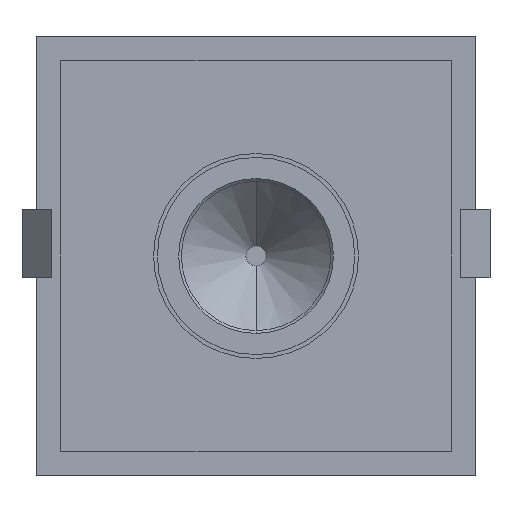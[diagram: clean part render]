
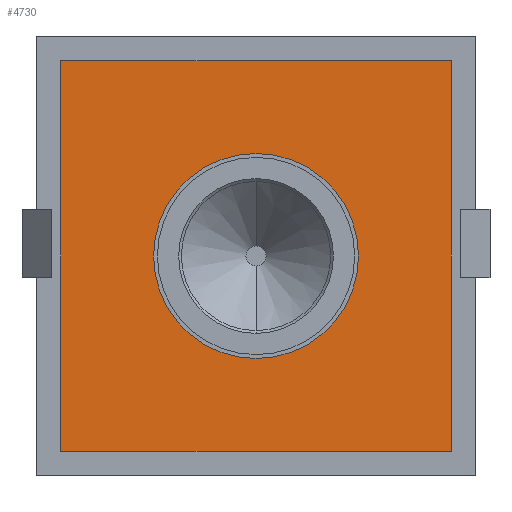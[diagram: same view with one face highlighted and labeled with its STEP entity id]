
A CAD part, front view. The second image highlights one B-rep face of the part: STEP entity #4730.
In plain terms, the highlighted planar face has unit normal (0, -1, 0).
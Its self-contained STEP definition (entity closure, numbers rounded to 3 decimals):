
#79 = AXIS2_PLACEMENT_3D ( 'NONE', #6394, #3056, #6874 ) ;
#320 = AXIS2_PLACEMENT_3D ( 'NONE', #4798, #1332, #5322 ) ;
#395 = DIRECTION ( 'NONE',  ( 0., 0., -1. ) ) ;
#482 = FACE_BOUND ( 'NONE', #3627, .T. ) ;
#600 = VERTEX_POINT ( 'NONE', #6601 ) ;
#678 = LINE ( 'NONE', #1286, #6473 ) ;
#787 = AXIS2_PLACEMENT_3D ( 'NONE', #7033, #3916, #395 ) ;
#1014 = VERTEX_POINT ( 'NONE', #4250 ) ;
#1231 = CARTESIAN_POINT ( 'NONE',  ( -71., 29., 0. ) ) ;
#1239 = VERTEX_POINT ( 'NONE', #3917 ) ;
#1286 = CARTESIAN_POINT ( 'NONE',  ( 71., 29., 0. ) ) ;
#1332 = DIRECTION ( 'NONE',  ( 0., -1., 0. ) ) ;
#1760 = DIRECTION ( 'NONE',  ( 0., 0., 1. ) ) ;
#1903 = CIRCLE ( 'NONE', #320, 37.293 ) ;
#1936 = LINE ( 'NONE', #6821, #4840 ) ;
#2117 = PLANE ( 'NONE',  #787 ) ;
#2766 = ORIENTED_EDGE ( 'NONE', *, *, #5911, .F. ) ;
#2816 = CARTESIAN_POINT ( 'NONE',  ( -71., 29., 71. ) ) ;
#3009 = DIRECTION ( 'NONE',  ( 0., 0., -1. ) ) ;
#3033 = CARTESIAN_POINT ( 'NONE',  ( 0., 29., -71. ) ) ;
#3056 = DIRECTION ( 'NONE',  ( 0., -1., 0. ) ) ;
#3365 = ORIENTED_EDGE ( 'NONE', *, *, #5262, .F. ) ;
#3531 = EDGE_LOOP ( 'NONE', ( #6643, #4682, #2766, #3778 ) ) ;
#3580 = FACE_OUTER_BOUND ( 'NONE', #3531, .T. ) ;
#3627 = EDGE_LOOP ( 'NONE', ( #6299, #3365 ) ) ;
#3778 = ORIENTED_EDGE ( 'NONE', *, *, #5573, .F. ) ;
#3916 = DIRECTION ( 'NONE',  ( 0., -1., 0. ) ) ;
#3917 = CARTESIAN_POINT ( 'NONE',  ( 0., 29., 37.293 ) ) ;
#4168 = CIRCLE ( 'NONE', #79, 37.293 ) ;
#4250 = CARTESIAN_POINT ( 'NONE',  ( 71., 29., -71. ) ) ;
#4682 = ORIENTED_EDGE ( 'NONE', *, *, #5598, .F. ) ;
#4730 = ADVANCED_FACE ( 'NONE', ( #482, #3580 ), #2117, .T. ) ;
#4766 = VERTEX_POINT ( 'NONE', #6960 ) ;
#4798 = CARTESIAN_POINT ( 'NONE',  ( 0., 29., 0. ) ) ;
#4840 = VECTOR ( 'NONE', #6336, 1000. ) ;
#5262 = EDGE_CURVE ( 'NONE', #1239, #600, #1903, .T. ) ;
#5322 = DIRECTION ( 'NONE',  ( 0., 0., -1. ) ) ;
#5552 = EDGE_CURVE ( 'NONE', #5554, #6574, #6560, .T. ) ;
#5554 = VERTEX_POINT ( 'NONE', #5809 ) ;
#5573 = EDGE_CURVE ( 'NONE', #6574, #4766, #1936, .T. ) ;
#5598 = EDGE_CURVE ( 'NONE', #1014, #5554, #6921, .T. ) ;
#5600 = EDGE_CURVE ( 'NONE', #600, #1239, #4168, .T. ) ;
#5809 = CARTESIAN_POINT ( 'NONE',  ( -71., 29., -71. ) ) ;
#5911 = EDGE_CURVE ( 'NONE', #4766, #1014, #678, .T. ) ;
#6299 = ORIENTED_EDGE ( 'NONE', *, *, #5600, .F. ) ;
#6336 = DIRECTION ( 'NONE',  ( 1., 0., 0. ) ) ;
#6377 = DIRECTION ( 'NONE',  ( -1., 0., 0. ) ) ;
#6394 = CARTESIAN_POINT ( 'NONE',  ( 0., 29., 0. ) ) ;
#6473 = VECTOR ( 'NONE', #3009, 1000. ) ;
#6560 = LINE ( 'NONE', #1231, #6715 ) ;
#6574 = VERTEX_POINT ( 'NONE', #2816 ) ;
#6601 = CARTESIAN_POINT ( 'NONE',  ( 0., 29., -37.293 ) ) ;
#6643 = ORIENTED_EDGE ( 'NONE', *, *, #5552, .F. ) ;
#6715 = VECTOR ( 'NONE', #1760, 1000. ) ;
#6790 = VECTOR ( 'NONE', #6377, 1000. ) ;
#6821 = CARTESIAN_POINT ( 'NONE',  ( 0., 29., 71. ) ) ;
#6874 = DIRECTION ( 'NONE',  ( 0., 0., -1. ) ) ;
#6921 = LINE ( 'NONE', #3033, #6790 ) ;
#6960 = CARTESIAN_POINT ( 'NONE',  ( 71., 29., 71. ) ) ;
#7033 = CARTESIAN_POINT ( 'NONE',  ( 0., 29., 0. ) ) ;
